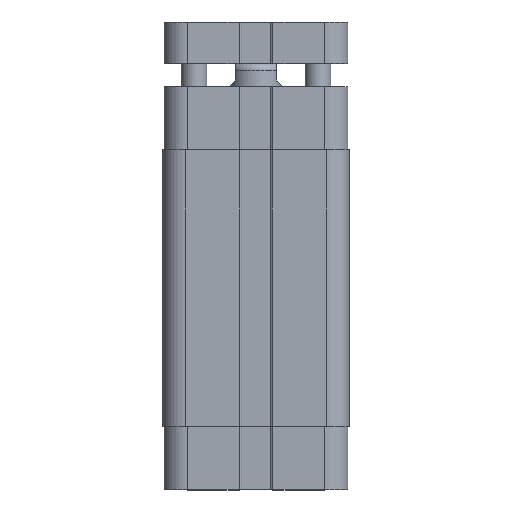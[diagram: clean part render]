
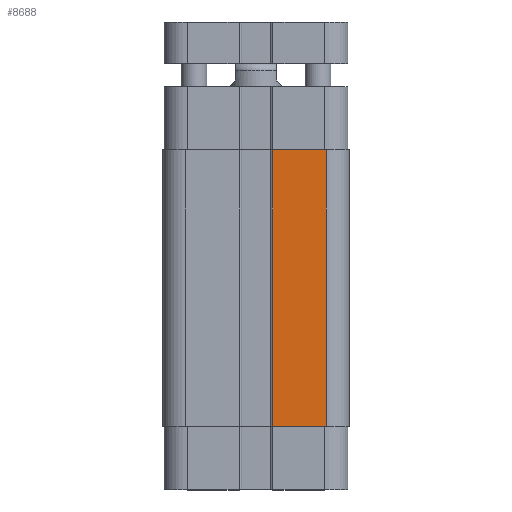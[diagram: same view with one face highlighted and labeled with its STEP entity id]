
A CAD part, top view. The second image highlights one B-rep face of the part: STEP entity #8688.
In plain terms, the highlighted planar face has unit normal (0, 0, 1).
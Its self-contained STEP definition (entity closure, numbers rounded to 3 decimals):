
#7255=CARTESIAN_POINT('',(3.25,26.75,18.05));
#7256=VERTEX_POINT('',#7255);
#7264=CARTESIAN_POINT('',(13.55,26.75,18.05));
#7265=VERTEX_POINT('',#7264);
#7266=CARTESIAN_POINT('',(13.55,26.75,18.05));
#7267=DIRECTION('',(-1.0,0.0,0.0));
#7268=VECTOR('',#7267,10.3);
#7269=LINE('',#7266,#7268);
#7270=EDGE_CURVE('',#7265,#7256,#7269,.T.);
#8322=CARTESIAN_POINT('',(13.55,-26.75,18.05));
#8323=VERTEX_POINT('',#8322);
#8331=CARTESIAN_POINT('',(3.25,-26.75,18.05));
#8332=VERTEX_POINT('',#8331);
#8333=CARTESIAN_POINT('',(3.25,-26.75,18.05));
#8334=DIRECTION('',(1.0,0.0,0.0));
#8335=VECTOR('',#8334,10.3);
#8336=LINE('',#8333,#8335);
#8337=EDGE_CURVE('',#8332,#8323,#8336,.T.);
#8656=CARTESIAN_POINT('',(13.55,-26.75,18.05));
#8657=DIRECTION('',(0.0,1.0,0.0));
#8658=VECTOR('',#8657,53.5);
#8659=LINE('',#8656,#8658);
#8660=EDGE_CURVE('',#8323,#7265,#8659,.T.);
#8672=CARTESIAN_POINT('',(13.55,0.0,18.05));
#8673=DIRECTION('',(0.0,0.0,1.0));
#8674=DIRECTION('',(1.0,0.0,0.0));
#8675=AXIS2_PLACEMENT_3D('',#8672,#8673,#8674);
#8676=PLANE('',#8675);
#8677=ORIENTED_EDGE('',*,*,#7270,.T.);
#8678=CARTESIAN_POINT('',(3.25,-26.75,18.05));
#8679=DIRECTION('',(0.0,1.0,0.0));
#8680=VECTOR('',#8679,53.5);
#8681=LINE('',#8678,#8680);
#8682=EDGE_CURVE('',#8332,#7256,#8681,.T.);
#8683=ORIENTED_EDGE('',*,*,#8682,.F.);
#8684=ORIENTED_EDGE('',*,*,#8337,.T.);
#8685=ORIENTED_EDGE('',*,*,#8660,.T.);
#8686=EDGE_LOOP('',(#8677,#8683,#8684,#8685));
#8687=FACE_OUTER_BOUND('',#8686,.T.);
#8688=ADVANCED_FACE('',(#8687),#8676,.T.);
